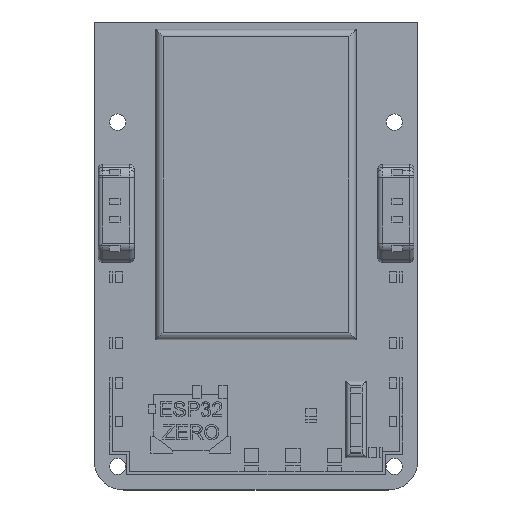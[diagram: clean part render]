
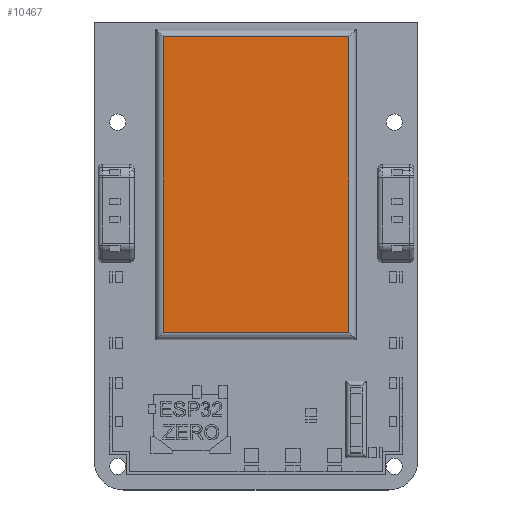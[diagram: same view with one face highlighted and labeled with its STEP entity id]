
A CAD part, top view. The second image highlights one B-rep face of the part: STEP entity #10467.
In plain terms, the highlighted planar face has unit normal (0, 0, 1).
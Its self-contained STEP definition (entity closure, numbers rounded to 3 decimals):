
#1181=FACE_OUTER_BOUND('',#1790,.T.);
#1790=EDGE_LOOP('',(#9468,#9469,#9470,#9471));
#2911=LINE('',#19223,#4038);
#2913=LINE('',#19231,#4040);
#2915=LINE('',#19237,#4042);
#2918=LINE('',#19243,#4045);
#4038=VECTOR('',#13172,10.);
#4040=VECTOR('',#13180,10.);
#4042=VECTOR('',#13186,10.);
#4045=VECTOR('',#13193,10.);
#5022=VERTEX_POINT('',#19221);
#5023=VERTEX_POINT('',#19222);
#5026=VERTEX_POINT('',#19230);
#5028=VERTEX_POINT('',#19236);
#6501=EDGE_CURVE('',#5022,#5023,#2911,.T.);
#6505=EDGE_CURVE('',#5023,#5026,#2913,.T.);
#6508=EDGE_CURVE('',#5026,#5028,#2915,.T.);
#6512=EDGE_CURVE('',#5028,#5022,#2918,.T.);
#9468=ORIENTED_EDGE('',*,*,#6501,.F.);
#9469=ORIENTED_EDGE('',*,*,#6512,.F.);
#9470=ORIENTED_EDGE('',*,*,#6508,.F.);
#9471=ORIENTED_EDGE('',*,*,#6505,.F.);
#9913=PLANE('',#11019);
#10467=ADVANCED_FACE('',(#1181),#9913,.T.);
#11019=AXIS2_PLACEMENT_3D('',#19249,#13201,#13202);
#13172=DIRECTION('',(0.,1.,0.));
#13180=DIRECTION('',(1.,0.,0.));
#13186=DIRECTION('',(0.,-1.,0.));
#13193=DIRECTION('',(-1.,0.,0.));
#13201=DIRECTION('center_axis',(0.,0.,1.));
#13202=DIRECTION('ref_axis',(1.,0.,0.));
#19221=CARTESIAN_POINT('',(7.5,8.575,8.));
#19222=CARTESIAN_POINT('',(7.5,108.979,8.));
#19223=CARTESIAN_POINT('',(7.5,85.128,8.));
#19230=CARTESIAN_POINT('',(70.5,108.979,8.));
#19231=CARTESIAN_POINT('',(56.,108.979,8.));
#19236=CARTESIAN_POINT('',(70.5,8.575,8.));
#19237=CARTESIAN_POINT('',(70.5,32.426,8.));
#19243=CARTESIAN_POINT('',(22.,8.575,8.));
#19249=CARTESIAN_POINT('Origin',(39.,58.777,8.));
